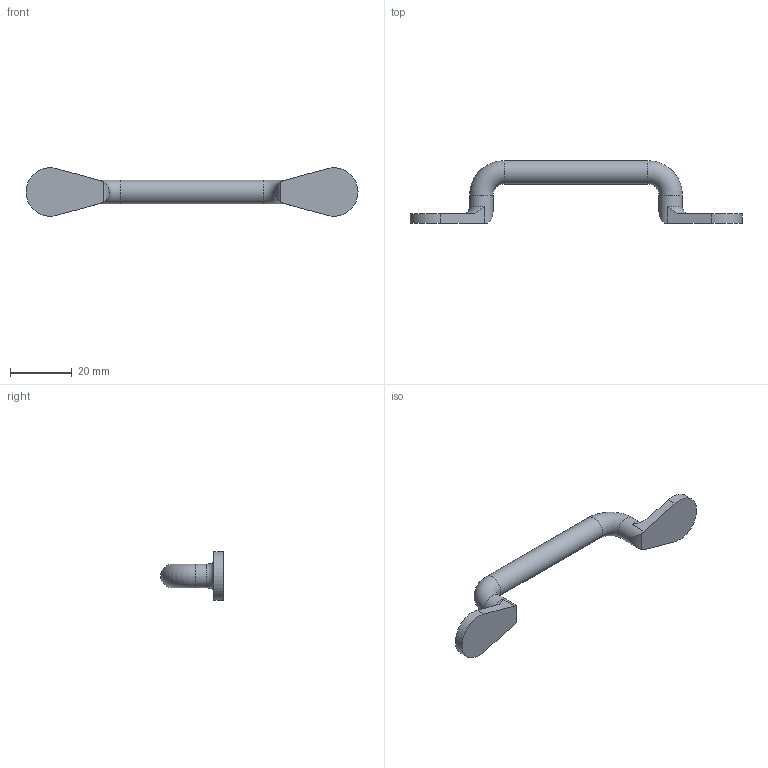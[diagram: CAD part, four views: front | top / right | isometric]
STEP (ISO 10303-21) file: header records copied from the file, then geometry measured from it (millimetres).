
FILE_DESCRIPTION(/* description */ ('FOOTMAN LOOP'),/* implementation_level */ '2;1');
FILE_NAME(/* name */ '6411-H.stp',/* time_stamp */ '2023-11-21T11:43:26-05:00',/* author */ ('dtinay'),/* organization */ (''),/* preprocessor_version */ 'ST-DEVELOPER v20',/* originating_system */ 'Autodesk Inventor 2024',/* authorisation */ '');
FILE_SCHEMA (('AUTOMOTIVE_DESIGN { 1 0 10303 214 3 1 1 }'));
Length unit declared in the file: inch
Products named in the file (1): 6411-H
Bounding box: 107.82 x 20.32 x 15.71 mm (x, y, z)
Volume: 5617.3 mm3; surface area: 3482.4 mm2
Topology: 1 solids, 1 shells, 19 faces, 53 edges, 36 vertices
Faces by surface type: plane 8, cylinder 7, torus 4
Full cylindrical faces by diameter (mm): 7.62 x3
Entity records: 720 total; most frequent: CARTESIAN_POINT 173, DIRECTION 109, ORIENTED_EDGE 106, EDGE_CURVE 53, AXIS2_PLACEMENT_3D 44, VERTEX_POINT 36, CIRCLE 24, LINE 21
